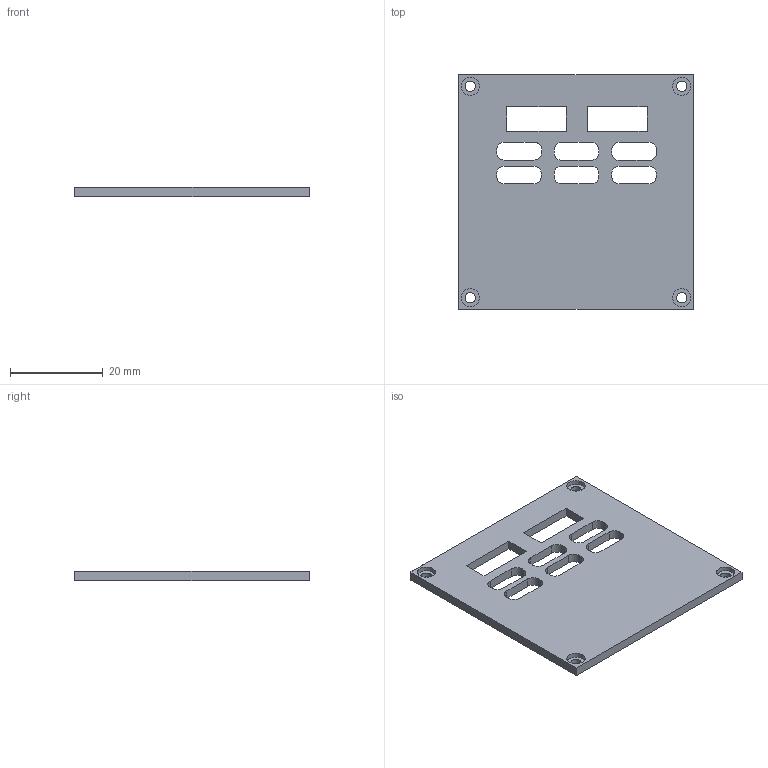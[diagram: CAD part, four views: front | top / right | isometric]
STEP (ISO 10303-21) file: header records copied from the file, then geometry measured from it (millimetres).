
FILE_DESCRIPTION(/* description */ (''),/* implementation_level */ '2;1');
FILE_NAME(/* name */ 'Backplate.stp',/* time_stamp */ '2025-04-10T13:01:28+02:00',/* author */ ('Sob'),/* organization */ (''),/* preprocessor_version */ 'ST-DEVELOPER v20',/* originating_system */ 'Autodesk Inventor 2025',/* authorisation */ '');
FILE_SCHEMA (('AUTOMOTIVE_DESIGN { 1 0 10303 214 3 1 1 }'));
Length unit declared in the file: millimetre
Products named in the file (1): Backplate
Bounding box: 50.6 x 50.6 x 2 mm (x, y, z)
Volume: 4363.1 mm3; surface area: 5313.6 mm2
Topology: 1 solids, 1 shells, 74 faces, 204 edges, 136 vertices
Faces by surface type: plane 42, cylinder 32
Full cylindrical faces by diameter (mm): 2.2 x4, 3.9 x4
Entity records: 2463 total; most frequent: DIRECTION 418, CARTESIAN_POINT 415, ORIENTED_EDGE 408, EDGE_CURVE 204, LINE 140, VECTOR 140, AXIS2_PLACEMENT_3D 139, VERTEX_POINT 136
